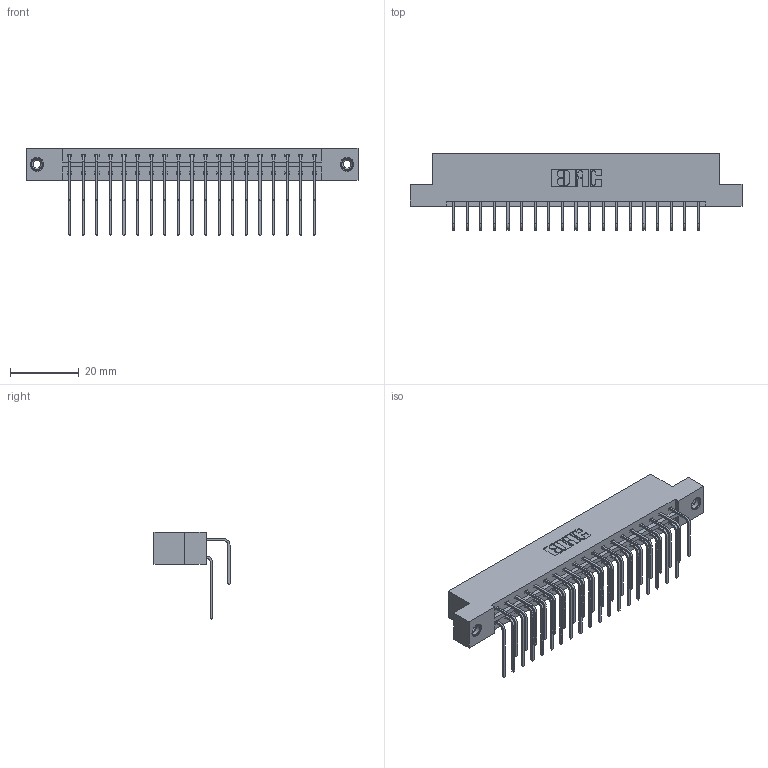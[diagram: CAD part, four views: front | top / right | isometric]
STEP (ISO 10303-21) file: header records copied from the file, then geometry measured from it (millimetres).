
FILE_DESCRIPTION (( 'STEP AP203' ), '1' );
FILE_NAME ('833-038-558-208.STEP', '2020-06-03T13:41:10', ( '' ), ( '' ), 'SwSTEP 2.0', 'SolidWorks 2020', '' );
FILE_SCHEMA (( 'CONFIG_CONTROL_DESIGN' ));
Length unit declared in the file: inch
Products named in the file (5): 345-292-001_558 559 Tail - 1; 833-038-558-208; 345-292-001_558 Tail - 2; 833 Part_Flush - .156 Dia - TI; 345-250-001_345-250-003-102
Assembly tree (41 placements, depth 2):
  833-038-558-208
    833 Part_Flush - .156 Dia - TI
    345-292-001_558 559 Tail - 1  x19
    345-292-001_558 Tail - 2  x19
    345-250-001_345-250-003-102  x2
Bounding box: 96.82 x 22.17 x 25.53 mm (x, y, z)
Volume: 9882.9 mm3; surface area: 12550.5 mm2
Topology: 41 solids, 41 shells, 2226 faces, 6565 edges, 4318 vertices
Faces by surface type: plane 1546, cylinder 664, cone 12, torus 4
Entity records: 18168 total; most frequent: CARTESIAN_POINT 3072, ORIENTED_EDGE 2950, DIRECTION 2677, EDGE_CURVE 1475, LINE 1287, VECTOR 1287, VERTEX_POINT 976, AXIS2_PLACEMENT_3D 695
